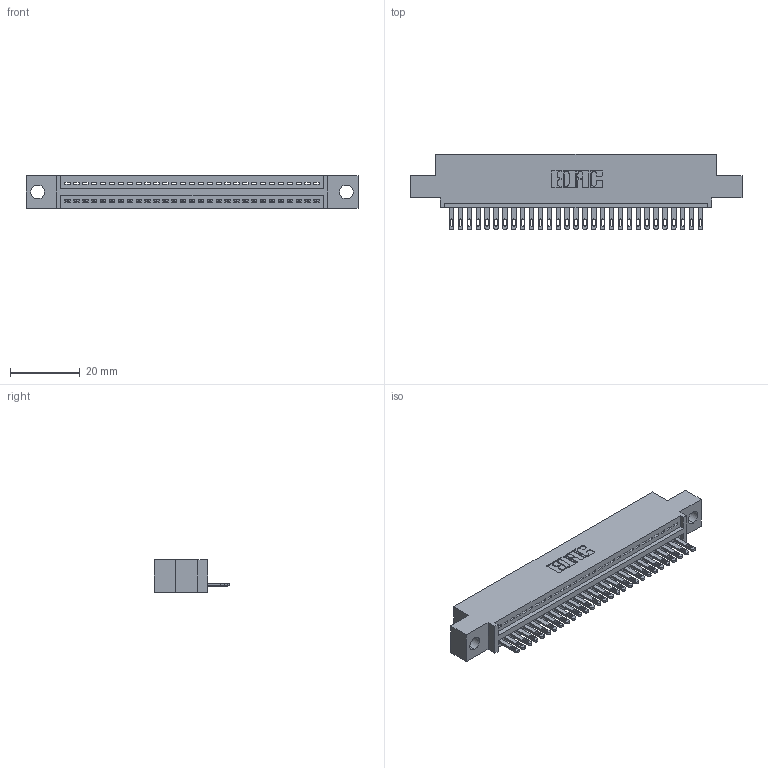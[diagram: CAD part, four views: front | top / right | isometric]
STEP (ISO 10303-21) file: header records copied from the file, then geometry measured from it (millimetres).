
FILE_DESCRIPTION (( 'STEP AP203' ), '1' );
FILE_NAME ('345-029-500-404.STEP', '2021-05-26T14:35:59', ( '' ), ( '' ), 'SwSTEP 2.0', 'SolidWorks 2020', '' );
FILE_SCHEMA (( 'CONFIG_CONTROL_DESIGN' ));
Length unit declared in the file: inch
Products named in the file (3): 345-292-001_345-293-100; 345-029-500-404; 345 Part_0.110 Offset - 0.156 Dia-TI
Assembly tree (30 placements, depth 2):
  345-029-500-404
    345 Part_0.110 Offset - 0.156 Dia-TI
    345-292-001_345-293-100  x29
Bounding box: 94.87 x 21.51 x 9.4 mm (x, y, z)
Volume: 8742.9 mm3; surface area: 11431.3 mm2
Topology: 30 solids, 30 shells, 1710 faces, 5261 edges, 3506 vertices
Faces by surface type: plane 1084, cylinder 626
Entity records: 24057 total; most frequent: CARTESIAN_POINT 4177, ORIENTED_EDGE 4138, DIRECTION 3667, EDGE_CURVE 2069, VECTOR 1817, LINE 1817, VERTEX_POINT 1378, AXIS2_PLACEMENT_3D 925
